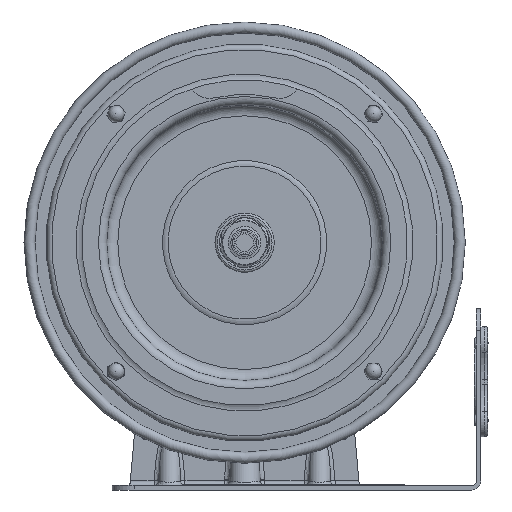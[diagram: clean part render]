
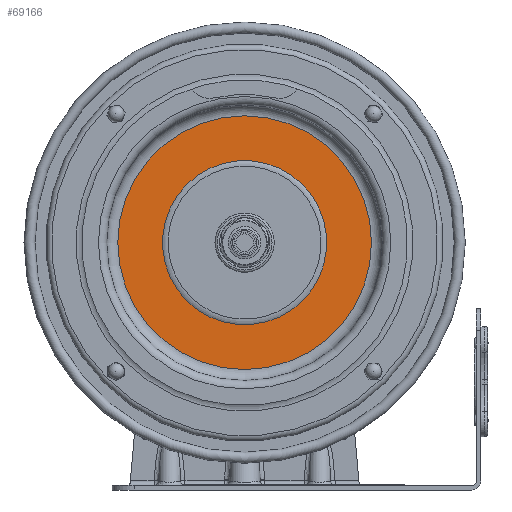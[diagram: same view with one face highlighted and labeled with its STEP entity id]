
A CAD part, left-side view. The second image highlights one B-rep face of the part: STEP entity #69166.
In plain terms, the highlighted planar face has unit normal (-1, 0, 0).
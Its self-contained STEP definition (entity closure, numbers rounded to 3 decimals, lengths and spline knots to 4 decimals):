
#3838=FACE_BOUND('',#10139,.T.);
#3839=FACE_BOUND('',#10140,.T.);
#3840=FACE_BOUND('',#10141,.T.);
#3841=FACE_BOUND('',#10142,.T.);
#3842=FACE_BOUND('',#10143,.T.);
#3843=FACE_BOUND('',#10144,.T.);
#4671=PLANE('',#72913);
#6776=FACE_OUTER_BOUND('',#10138,.T.);
#10138=EDGE_LOOP('',(#50923));
#10139=EDGE_LOOP('',(#50924));
#10140=EDGE_LOOP('',(#50925));
#10141=EDGE_LOOP('',(#50926));
#10142=EDGE_LOOP('',(#50927));
#10143=EDGE_LOOP('',(#50928));
#10144=EDGE_LOOP('',(#50929));
#26967=CIRCLE('',#72912,4.);
#26968=CIRCLE('',#72914,0.4);
#26969=CIRCLE('',#72915,0.0975);
#26970=CIRCLE('',#72916,0.0975);
#26971=CIRCLE('',#72917,0.0975);
#26972=CIRCLE('',#72918,0.0975);
#26973=CIRCLE('',#72919,0.0975);
#29956=VERTEX_POINT('',#109346);
#29957=VERTEX_POINT('',#109350);
#29958=VERTEX_POINT('',#109352);
#29959=VERTEX_POINT('',#109354);
#29960=VERTEX_POINT('',#109356);
#29961=VERTEX_POINT('',#109358);
#29962=VERTEX_POINT('',#109360);
#38321=EDGE_CURVE('',#29956,#29956,#26967,.T.);
#38322=EDGE_CURVE('',#29957,#29957,#26968,.T.);
#38323=EDGE_CURVE('',#29958,#29958,#26969,.T.);
#38324=EDGE_CURVE('',#29959,#29959,#26970,.T.);
#38325=EDGE_CURVE('',#29960,#29960,#26971,.T.);
#38326=EDGE_CURVE('',#29961,#29961,#26972,.T.);
#38327=EDGE_CURVE('',#29962,#29962,#26973,.T.);
#50923=ORIENTED_EDGE('',*,*,#38321,.F.);
#50924=ORIENTED_EDGE('',*,*,#38322,.T.);
#50925=ORIENTED_EDGE('',*,*,#38323,.T.);
#50926=ORIENTED_EDGE('',*,*,#38324,.T.);
#50927=ORIENTED_EDGE('',*,*,#38325,.T.);
#50928=ORIENTED_EDGE('',*,*,#38326,.T.);
#50929=ORIENTED_EDGE('',*,*,#38327,.T.);
#69166=ADVANCED_FACE('',(#6776,#3838,#3839,#3840,#3841,#3842,#3843),#4671,
 .T.);
#72912=AXIS2_PLACEMENT_3D('',#109348,#79607,#79608);
#72913=AXIS2_PLACEMENT_3D('',#109349,#79609,#79610);
#72914=AXIS2_PLACEMENT_3D('',#109351,#79611,#79612);
#72915=AXIS2_PLACEMENT_3D('',#109353,#79613,#79614);
#72916=AXIS2_PLACEMENT_3D('',#109355,#79615,#79616);
#72917=AXIS2_PLACEMENT_3D('',#109357,#79617,#79618);
#72918=AXIS2_PLACEMENT_3D('',#109359,#79619,#79620);
#72919=AXIS2_PLACEMENT_3D('',#109361,#79621,#79622);
#79607=DIRECTION('center_axis',(1.,0.,0.));
#79608=DIRECTION('ref_axis',(0.,0.156,0.988));
#79609=DIRECTION('center_axis',(-1.,0.,0.));
#79610=DIRECTION('ref_axis',(0.,-0.156,-0.988));
#79611=DIRECTION('center_axis',(1.,0.,0.));
#79612=DIRECTION('ref_axis',(0.,0.156,0.988));
#79613=DIRECTION('center_axis',(1.,0.,0.));
#79614=DIRECTION('ref_axis',(0.,0.156,0.988));
#79615=DIRECTION('center_axis',(1.,0.,0.));
#79616=DIRECTION('ref_axis',(0.,-0.891,0.454));
#79617=DIRECTION('center_axis',(1.,0.,0.));
#79618=DIRECTION('ref_axis',(0.,-0.707,-0.707));
#79619=DIRECTION('center_axis',(1.,0.,0.));
#79620=DIRECTION('ref_axis',(0.,0.454,-0.891));
#79621=DIRECTION('center_axis',(1.,0.,0.));
#79622=DIRECTION('ref_axis',(0.,0.988,0.156));
#109346=CARTESIAN_POINT('',(1.4313,0.4993,1.6538));
#109348=CARTESIAN_POINT('Origin',(1.4313,1.125,5.6046));
#109349=CARTESIAN_POINT('Origin',(1.4313,1.125,5.6046));
#109350=CARTESIAN_POINT('',(1.4313,1.0624,5.2095));
#109351=CARTESIAN_POINT('Origin',(1.4313,1.125,5.6046));
#109352=CARTESIAN_POINT('',(1.4313,-0.9475,8.3399));
#109353=CARTESIAN_POINT('Origin',(1.4313,-0.9322,8.4362));
#109354=CARTESIAN_POINT('',(1.4313,-2.1168,4.4788));
#109355=CARTESIAN_POINT('Origin',(1.4313,-2.2037,4.523));
#109356=CARTESIAN_POINT('',(1.4313,1.1939,2.1735));
#109357=CARTESIAN_POINT('Origin',(1.4313,1.125,2.1046));
#109358=CARTESIAN_POINT('',(1.4313,4.4094,4.6099));
#109359=CARTESIAN_POINT('Origin',(1.4313,4.4537,4.523));
#109360=CARTESIAN_POINT('',(1.4313,3.0859,8.4209));
#109361=CARTESIAN_POINT('Origin',(1.4313,3.1822,8.4362));
